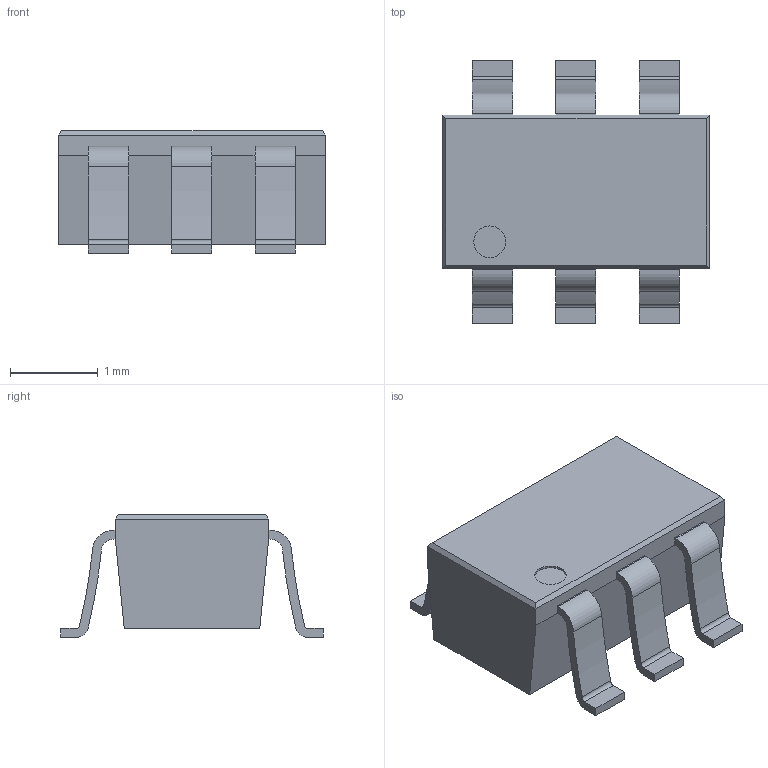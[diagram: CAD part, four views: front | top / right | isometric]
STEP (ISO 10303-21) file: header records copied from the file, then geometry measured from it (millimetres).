
FILE_DESCRIPTION(/* description */ (''),/* implementation_level */ '2;1');
FILE_NAME(/* name */ 'SOT-23-6L.step',/* time_stamp */ '2021-02-18T11:50:46+01:00',/* author */ (''),/* organization */ (''),/* preprocessor_version */ 'ST-DEVELOPER v18.1',/* originating_system */ 'Autodesk Translation Framework v9.7.1.1290',/* authorisation */ '');
FILE_SCHEMA (('AUTOMOTIVE_DESIGN { 1 0 10303 214 3 1 1 }'));
Length unit declared in the file: inch
Products named in the file (1): (Unsaved)
Bounding box: 3.05 x 3 x 1.4 mm (x, y, z)
Volume: 7 mm3; surface area: 32.1 mm2
Topology: 1 solids, 1 shells, 92 faces, 251 edges, 162 vertices
Faces by surface type: plane 55, cylinder 37
Full cylindrical faces by diameter (mm): 0.363 x1
Entity records: 2985 total; most frequent: DIRECTION 511, CARTESIAN_POINT 506, ORIENTED_EDGE 502, EDGE_CURVE 251, LINE 177, VECTOR 177, AXIS2_PLACEMENT_3D 167, VERTEX_POINT 162
